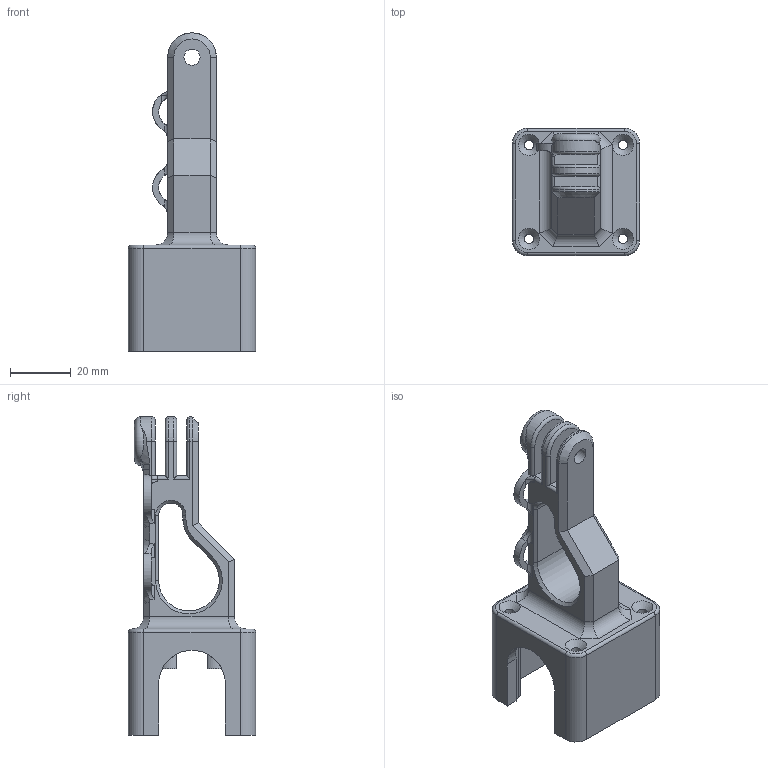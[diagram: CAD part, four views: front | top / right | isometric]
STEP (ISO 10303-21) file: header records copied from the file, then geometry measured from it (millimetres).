
FILE_DESCRIPTION(/* description */ (''),/* implementation_level */ '2;1');
FILE_NAME(/* name */ 'motor_cover_v1.step',/* time_stamp */ '2019-03-18T19:48:29+01:00',/* author */ (''),/* organization */ (''),/* preprocessor_version */ 'ST-DEVELOPER v17.2',/* originating_system */ 'Autodesk Translation Framework v7.6.0.251',/* authorisation */ '');
FILE_SCHEMA (('AUTOMOTIVE_DESIGN { 1 0 10303 214 3 1 1 }'));
Length unit declared in the file: millimetre
Products named in the file (1): motor_cover_2
Bounding box: 42 x 42.01 x 105 mm (x, y, z)
Volume: 36219.4 mm3; surface area: 19143.1 mm2
Topology: 1 solids, 1 shells, 165 faces, 441 edges, 278 vertices
Faces by surface type: cylinder 67, plane 65, torus 13, cone 13, bspline 7
Full cylindrical faces by diameter (mm): 3 x2, 3.1 x4, 5.3 x3
Entity records: 5616 total; most frequent: CARTESIAN_POINT 1400, ORIENTED_EDGE 878, DIRECTION 876, EDGE_CURVE 439, AXIS2_PLACEMENT_3D 318, VERTEX_POINT 278, LINE 240, VECTOR 240
